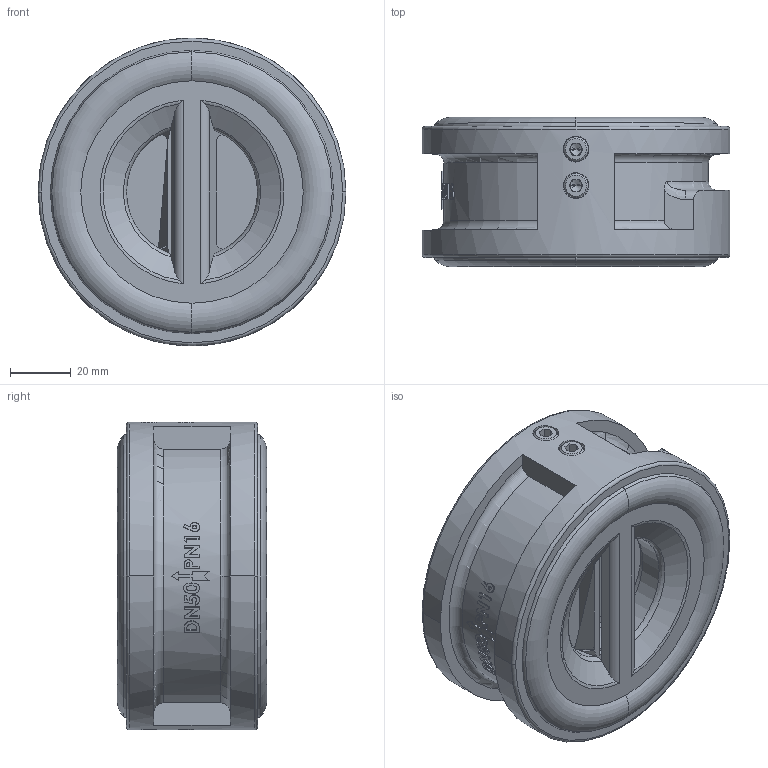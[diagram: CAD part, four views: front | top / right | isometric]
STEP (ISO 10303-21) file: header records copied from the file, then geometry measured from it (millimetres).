
FILE_DESCRIPTION (( 'STEP AP214' ), '1' );
FILE_NAME ('50Ìå.STEP', '2018-02-08T02:12:58', ( 'User' ), ( 'china' ), 'SwSTEP 2.0', 'SolidWorks 2012', '' );
FILE_SCHEMA (( 'AUTOMOTIVE_DESIGN' ));
Length unit declared in the file: millimetre
Products named in the file (1): 50极
Bounding box: 101 x 48.99 x 101 mm (x, y, z)
Volume: 232149.9 mm3; surface area: 54790.6 mm2
Topology: 15 solids, 15 shells, 570 faces, 1472 edges, 940 vertices
Faces by surface type: plane 232, cylinder 206, bspline 58, torus 40, cone 34
Entity records: 30582 total; most frequent: CARTESIAN_POINT 17134, ORIENTED_EDGE 2928, DIRECTION 2582, EDGE_CURVE 1464, AXIS2_PLACEMENT_3D 990, VERTEX_POINT 940, EDGE_LOOP 628, LINE 602
